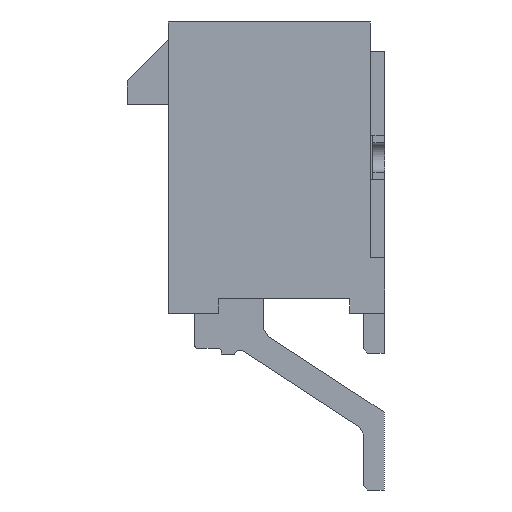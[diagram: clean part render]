
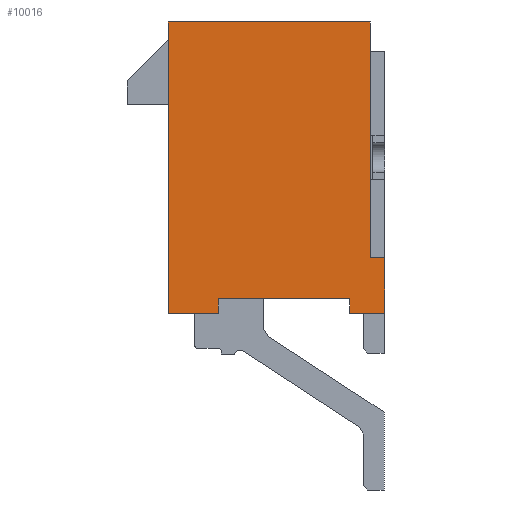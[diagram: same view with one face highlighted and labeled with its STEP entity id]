
A CAD part, front view. The second image highlights one B-rep face of the part: STEP entity #10016.
In plain terms, the highlighted planar face has unit normal (0, -1, 0).
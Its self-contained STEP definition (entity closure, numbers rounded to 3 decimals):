
#1608=ORIENTED_EDGE('',*,*,#4116,.F.);
#1609=ORIENTED_EDGE('',*,*,#4137,.T.);
#1610=ORIENTED_EDGE('',*,*,#3955,.T.);
#1611=ORIENTED_EDGE('',*,*,#4138,.T.);
#1612=ORIENTED_EDGE('',*,*,#4121,.F.);
#1613=ORIENTED_EDGE('',*,*,#4139,.T.);
#1614=ORIENTED_EDGE('',*,*,#4140,.T.);
#1615=ORIENTED_EDGE('',*,*,#3217,.F.);
#1616=ORIENTED_EDGE('',*,*,#3370,.F.);
#1617=ORIENTED_EDGE('',*,*,#4141,.F.);
#3217=EDGE_CURVE('',#4670,#4671,#5636,.T.);
#3370=EDGE_CURVE('',#4810,#4670,#5789,.T.);
#3955=EDGE_CURVE('',#5265,#5264,#6286,.T.);
#4116=EDGE_CURVE('',#5333,#5334,#6447,.T.);
#4121=EDGE_CURVE('',#5337,#5338,#6452,.T.);
#4137=EDGE_CURVE('',#5333,#5265,#6468,.T.);
#4138=EDGE_CURVE('',#5264,#5338,#6469,.T.);
#4139=EDGE_CURVE('',#5337,#5349,#6470,.T.);
#4140=EDGE_CURVE('',#5349,#4671,#6471,.T.);
#4141=EDGE_CURVE('',#5334,#4810,#6472,.T.);
#4670=VERTEX_POINT('',#13637);
#4671=VERTEX_POINT('',#13639);
#4810=VERTEX_POINT('',#13937);
#5264=VERTEX_POINT('',#15088);
#5265=VERTEX_POINT('',#15090);
#5333=VERTEX_POINT('',#15385);
#5334=VERTEX_POINT('',#15387);
#5337=VERTEX_POINT('',#15395);
#5338=VERTEX_POINT('',#15397);
#5349=VERTEX_POINT('',#15429);
#5636=LINE('',#13638,#6981);
#5789=LINE('',#13938,#7134);
#6286=LINE('',#15089,#7631);
#6447=LINE('',#15386,#7792);
#6452=LINE('',#15396,#7797);
#6468=LINE('',#15426,#7813);
#6469=LINE('',#15427,#7814);
#6470=LINE('',#15428,#7815);
#6471=LINE('',#15430,#7816);
#6472=LINE('',#15431,#7817);
#6981=VECTOR('',#11022,1000.);
#7134=VECTOR('',#11189,1000.);
#7631=VECTOR('',#12086,1000.);
#7792=VECTOR('',#12381,1000.);
#7797=VECTOR('',#12388,1000.);
#7813=VECTOR('',#12410,1000.);
#7814=VECTOR('',#12411,1000.);
#7815=VECTOR('',#12412,1000.);
#7816=VECTOR('',#12413,1000.);
#7817=VECTOR('',#12414,1000.);
#8522=EDGE_LOOP('',(#1608,#1609,#1610,#1611,#1612,#1613,#1614,#1615,#1616,
#1617));
#9063=FACE_BOUND('',#8522,.T.);
#9534=PLANE('',#10645);
#10016=ADVANCED_FACE('',(#9063),#9534,.F.);
#10645=AXIS2_PLACEMENT_3D('',#15425,#12408,#12409);
#11022=DIRECTION('',(0.,0.,-1.));
#11189=DIRECTION('',(1.,0.,0.));
#12086=DIRECTION('',(1.,0.,0.));
#12381=DIRECTION('',(-1.,0.,0.));
#12388=DIRECTION('',(-1.,0.,0.));
#12408=DIRECTION('',(0.,1.,0.));
#12409=DIRECTION('',(0.,0.,1.));
#12410=DIRECTION('',(0.,0.,1.));
#12411=DIRECTION('',(0.,0.,-1.));
#12412=DIRECTION('',(0.,0.,1.));
#12413=DIRECTION('',(-1.,0.,0.));
#12414=DIRECTION('',(0.,0.,1.));
#13637=CARTESIAN_POINT('',(3.43,-18.35,4.95));
#13638=CARTESIAN_POINT('',(3.43,-18.35,4.95));
#13639=CARTESIAN_POINT('',(3.43,-18.35,-3.05));
#13937=CARTESIAN_POINT('',(-3.43,-18.35,4.95));
#13938=CARTESIAN_POINT('',(-3.43,-18.35,4.95));
#15088=CARTESIAN_POINT('',(2.73,-18.35,-4.45));
#15089=CARTESIAN_POINT('',(-2.73,-18.35,-4.45));
#15090=CARTESIAN_POINT('',(-1.73,-18.35,-4.45));
#15385=CARTESIAN_POINT('',(-1.73,-18.35,-4.95));
#15386=CARTESIAN_POINT('',(3.43,-18.35,-4.95));
#15387=CARTESIAN_POINT('',(-3.43,-18.35,-4.95));
#15395=CARTESIAN_POINT('',(3.93,-18.35,-4.95));
#15396=CARTESIAN_POINT('',(3.43,-18.35,-4.95));
#15397=CARTESIAN_POINT('',(2.73,-18.35,-4.95));
#15425=CARTESIAN_POINT('',(0.,-18.35,0.));
#15426=CARTESIAN_POINT('',(-1.73,-18.35,-4.95));
#15427=CARTESIAN_POINT('',(2.73,-18.35,-4.45));
#15428=CARTESIAN_POINT('',(3.93,-18.35,-4.95));
#15429=CARTESIAN_POINT('',(3.93,-18.35,-3.05));
#15430=CARTESIAN_POINT('',(3.93,-18.35,-3.05));
#15431=CARTESIAN_POINT('',(-3.43,-18.35,-4.95));
